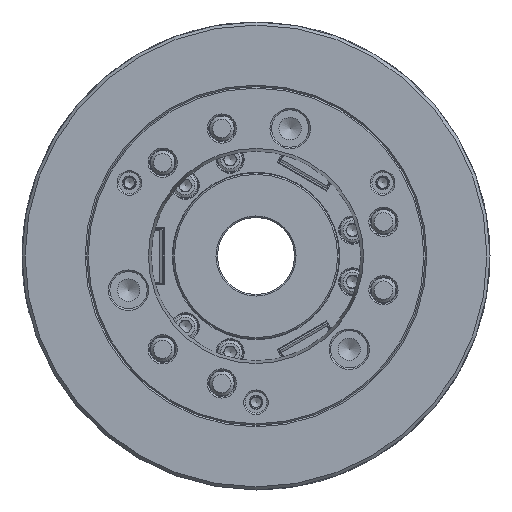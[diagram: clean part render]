
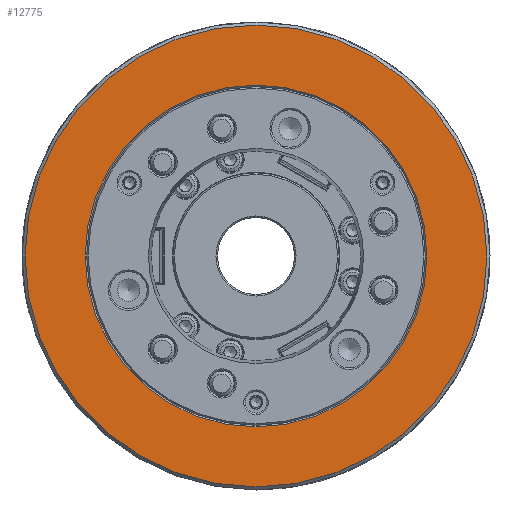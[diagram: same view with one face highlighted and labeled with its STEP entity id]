
A CAD part, left-side view. The second image highlights one B-rep face of the part: STEP entity #12775.
In plain terms, the highlighted planar face has unit normal (-1, 0, 0).
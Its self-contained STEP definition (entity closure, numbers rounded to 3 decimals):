
#12775 = ADVANCED_FACE( '', ( #26262, #26263 ), #26264, .T. );
#26262 = FACE_OUTER_BOUND( '', #40073, .T. );
#26263 = FACE_BOUND( '', #40074, .T. );
#26264 = PLANE( '', #40075 );
#40073 = EDGE_LOOP( '', ( #80620 ) );
#40074 = EDGE_LOOP( '', ( #80621 ) );
#40075 = AXIS2_PLACEMENT_3D( '', #80622, #80623, #80624 );
#80620 = ORIENTED_EDGE( '', *, *, #91899, .F. );
#80621 = ORIENTED_EDGE( '', *, *, #94966, .T. );
#80622 = CARTESIAN_POINT( '', ( -110., 75., -129.904 ) );
#80623 = DIRECTION( '', ( -1., 0., 0. ) );
#80624 = DIRECTION( '', ( 0., 0., 1. ) );
#91899 = EDGE_CURVE( '', #114633, #114633, #114634, .T. );
#94966 = EDGE_CURVE( '', #118638, #118638, #118639, .T. );
#114633 = VERTEX_POINT( '', #148120 );
#114634 = CIRCLE( '', #148121, 150. );
#118638 = VERTEX_POINT( '', #154353 );
#118639 = CIRCLE( '', #154354, 111. );
#148120 = CARTESIAN_POINT( '', ( -110., 0., -150. ) );
#148121 = AXIS2_PLACEMENT_3D( '', #169101, #169102, #169103 );
#154353 = CARTESIAN_POINT( '', ( -110., 0., -111. ) );
#154354 = AXIS2_PLACEMENT_3D( '', #171738, #171739, #171740 );
#169101 = CARTESIAN_POINT( '', ( -110., 0., 0. ) );
#169102 = DIRECTION( '', ( 1., 0., 0. ) );
#169103 = DIRECTION( '', ( 0., 0., -1. ) );
#171738 = CARTESIAN_POINT( '', ( -110., 0., 0. ) );
#171739 = DIRECTION( '', ( 1., 0., 0. ) );
#171740 = DIRECTION( '', ( 0., 0., -1. ) );
